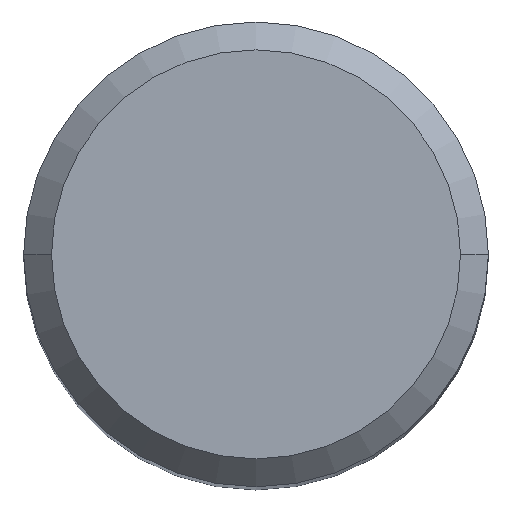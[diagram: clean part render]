
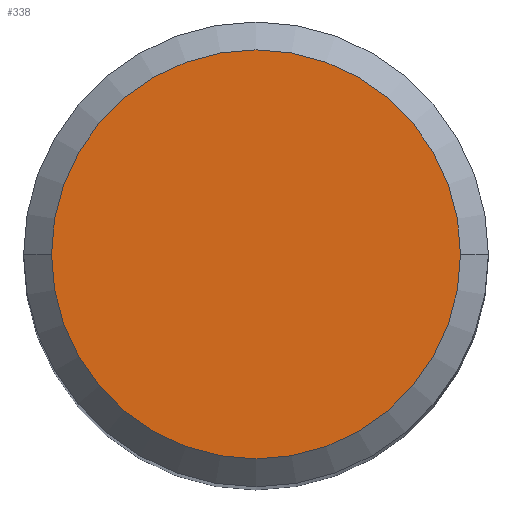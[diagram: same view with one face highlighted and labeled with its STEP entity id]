
A CAD part, top view. The second image highlights one B-rep face of the part: STEP entity #338.
In plain terms, the highlighted planar face has unit normal (0, 0, 1).
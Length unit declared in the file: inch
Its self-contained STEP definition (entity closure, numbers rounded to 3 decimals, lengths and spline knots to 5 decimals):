
#24 = DIRECTION ( 'NONE',  ( 1., 0., 0. ) ) ;
#42 = AXIS2_PLACEMENT_3D ( 'NONE', #54, #326, #24 ) ;
#54 = CARTESIAN_POINT ( 'NONE',  ( 0., 0., 0. ) ) ;
#63 = EDGE_LOOP ( 'NONE', ( #110, #98 ) ) ;
#72 = CIRCLE ( 'NONE', #90, 0.11 ) ;
#90 = AXIS2_PLACEMENT_3D ( 'NONE', #391, #437, #179 ) ;
#98 = ORIENTED_EDGE ( 'NONE', *, *, #448, .T. ) ;
#110 = ORIENTED_EDGE ( 'NONE', *, *, #255, .T. ) ;
#153 = AXIS2_PLACEMENT_3D ( 'NONE', #427, #462, #292 ) ;
#176 = VERTEX_POINT ( 'NONE', #220 ) ;
#179 = DIRECTION ( 'NONE',  ( 1., 0., 0. ) ) ;
#220 = CARTESIAN_POINT ( 'NONE',  ( -0.11, 0., 0. ) ) ;
#245 = PLANE ( 'NONE',  #153 ) ;
#252 = CARTESIAN_POINT ( 'NONE',  ( 0.11, 0., 0. ) ) ;
#255 = EDGE_CURVE ( 'NONE', #176, #446, #72, .T. ) ;
#292 = DIRECTION ( 'NONE',  ( -1., 0., 0. ) ) ;
#326 = DIRECTION ( 'NONE',  ( 0., 0., 1. ) ) ;
#330 = FACE_OUTER_BOUND ( 'NONE', #63, .T. ) ;
#338 = ADVANCED_FACE ( 'NONE', ( #330 ), #245, .F. ) ;
#376 = CIRCLE ( 'NONE', #42, 0.11 ) ;
#391 = CARTESIAN_POINT ( 'NONE',  ( 0., 0., 0. ) ) ;
#427 = CARTESIAN_POINT ( 'NONE',  ( 0., 0.11, 0. ) ) ;
#437 = DIRECTION ( 'NONE',  ( 0., 0., 1. ) ) ;
#446 = VERTEX_POINT ( 'NONE', #252 ) ;
#448 = EDGE_CURVE ( 'NONE', #446, #176, #376, .T. ) ;
#462 = DIRECTION ( 'NONE',  ( 0., 0., -1. ) ) ;
